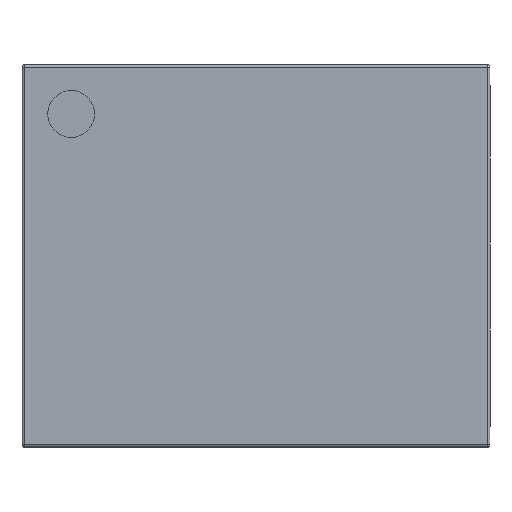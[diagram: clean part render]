
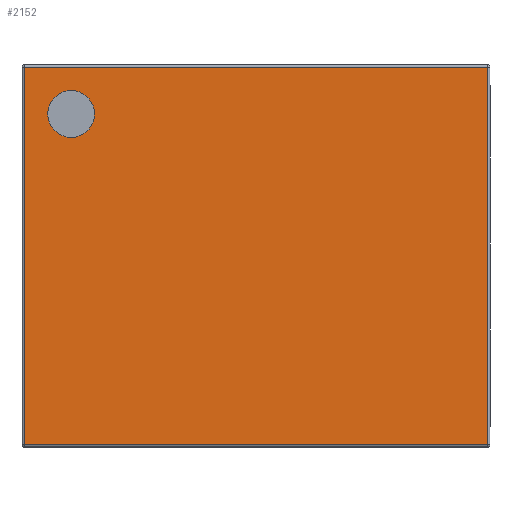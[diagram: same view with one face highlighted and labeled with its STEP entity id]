
A CAD part, top view. The second image highlights one B-rep face of the part: STEP entity #2152.
In plain terms, the highlighted planar face has unit normal (0, 0, 1).
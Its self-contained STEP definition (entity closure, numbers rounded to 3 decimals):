
#6 = ORIENTED_EDGE ( 'NONE', *, *, #70, .F. ) ;
#70 = EDGE_CURVE ( 'NONE', #4292, #1694, #2801, .T. ) ;
#231 = DIRECTION ( 'NONE',  ( 1., 0., 0. ) ) ;
#447 = FACE_BOUND ( 'NONE', #3157, .T. ) ;
#516 = ORIENTED_EDGE ( 'NONE', *, *, #820, .T. ) ;
#635 = LINE ( 'NONE', #2949, #1457 ) ;
#685 = ORIENTED_EDGE ( 'NONE', *, *, #1819, .F. ) ;
#800 = VERTEX_POINT ( 'NONE', #3388 ) ;
#820 = EDGE_CURVE ( 'NONE', #800, #1108, #2416, .T. ) ;
#835 = CIRCLE ( 'NONE', #3262, 0.3 ) ;
#860 = VECTOR ( 'NONE', #3235, 1000. ) ;
#898 = DIRECTION ( 'NONE',  ( 0., -1., 0. ) ) ;
#977 = EDGE_LOOP ( 'NONE', ( #4197, #4141, #516, #2979 ) ) ;
#1089 = DIRECTION ( 'NONE',  ( -1., 0., 0. ) ) ;
#1108 = VERTEX_POINT ( 'NONE', #2369 ) ;
#1112 = CARTESIAN_POINT ( 'NONE',  ( -2.97, 2.42, 0.875 ) ) ;
#1204 = CARTESIAN_POINT ( 'NONE',  ( -2.37, 1.82, 0.875 ) ) ;
#1426 = CARTESIAN_POINT ( 'NONE',  ( 0., 2.42, 0.875 ) ) ;
#1442 = VERTEX_POINT ( 'NONE', #1112 ) ;
#1457 = VECTOR ( 'NONE', #898, 1000. ) ;
#1609 = AXIS2_PLACEMENT_3D ( 'NONE', #3376, #1971, #2034 ) ;
#1640 = CARTESIAN_POINT ( 'NONE',  ( -2.97, -2.42, 0.875 ) ) ;
#1694 = VERTEX_POINT ( 'NONE', #3099 ) ;
#1726 = PLANE ( 'NONE',  #3846 ) ;
#1819 = EDGE_CURVE ( 'NONE', #1694, #4292, #835, .T. ) ;
#1818 = DIRECTION ( 'NONE',  ( 0., 0., -1. ) ) ;
#1966 = EDGE_CURVE ( 'NONE', #1108, #1442, #3090, .T. ) ;
#1971 = DIRECTION ( 'NONE',  ( 0., 0., 1. ) ) ;
#2034 = DIRECTION ( 'NONE',  ( 1., 0., 0. ) ) ;
#2131 = FACE_OUTER_BOUND ( 'NONE', #977, .T. ) ;
#2152 = ADVANCED_FACE ( 'NONE', ( #447, #2131 ), #1726, .F. ) ;
#2354 = DIRECTION ( 'NONE',  ( 0., 1., 0. ) ) ;
#2369 = CARTESIAN_POINT ( 'NONE',  ( 2.97, 2.42, 0.875 ) ) ;
#2416 = LINE ( 'NONE', #4047, #3528 ) ;
#2606 = CARTESIAN_POINT ( 'NONE',  ( -2.07, 1.82, 0.875 ) ) ;
#2639 = VECTOR ( 'NONE', #1089, 1000. ) ;
#2787 = VERTEX_POINT ( 'NONE', #1640 ) ;
#2801 = CIRCLE ( 'NONE', #1609, 0.3 ) ;
#2944 = LINE ( 'NONE', #3567, #860 ) ;
#2949 = CARTESIAN_POINT ( 'NONE',  ( -2.97, 0., 0.875 ) ) ;
#2979 = ORIENTED_EDGE ( 'NONE', *, *, #1966, .T. ) ;
#3090 = LINE ( 'NONE', #1426, #2639 ) ;
#3099 = CARTESIAN_POINT ( 'NONE',  ( -2.67, 1.82, 0.875 ) ) ;
#3157 = EDGE_LOOP ( 'NONE', ( #6, #685 ) ) ;
#3235 = DIRECTION ( 'NONE',  ( 1., 0., 0. ) ) ;
#3262 = AXIS2_PLACEMENT_3D ( 'NONE', #1204, #3890, #231 ) ;
#3376 = CARTESIAN_POINT ( 'NONE',  ( -2.37, 1.82, 0.875 ) ) ;
#3385 = CARTESIAN_POINT ( 'NONE',  ( 0., 0., 0.875 ) ) ;
#3388 = CARTESIAN_POINT ( 'NONE',  ( 2.97, -2.42, 0.875 ) ) ;
#3455 = DIRECTION ( 'NONE',  ( -1., 0., 0. ) ) ;
#3528 = VECTOR ( 'NONE', #2354, 1000. ) ;
#3567 = CARTESIAN_POINT ( 'NONE',  ( 0., -2.42, 0.875 ) ) ;
#3846 = AXIS2_PLACEMENT_3D ( 'NONE', #3385, #1818, #3455 ) ;
#3890 = DIRECTION ( 'NONE',  ( 0., 0., 1. ) ) ;
#3957 = EDGE_CURVE ( 'NONE', #1442, #2787, #635, .T. ) ;
#4047 = CARTESIAN_POINT ( 'NONE',  ( 2.97, 0., 0.875 ) ) ;
#4141 = ORIENTED_EDGE ( 'NONE', *, *, #4240, .T. ) ;
#4197 = ORIENTED_EDGE ( 'NONE', *, *, #3957, .T. ) ;
#4240 = EDGE_CURVE ( 'NONE', #2787, #800, #2944, .T. ) ;
#4292 = VERTEX_POINT ( 'NONE', #2606 ) ;
